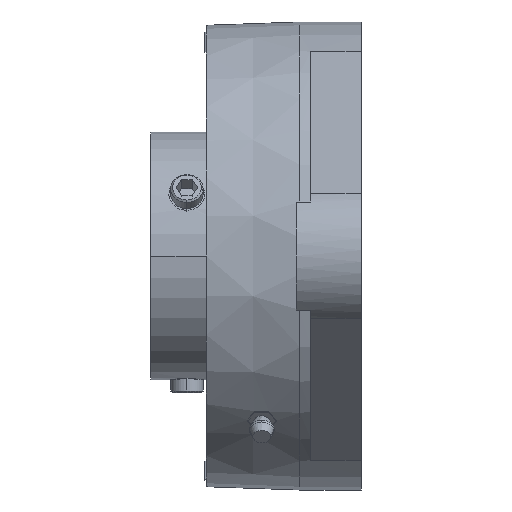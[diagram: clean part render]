
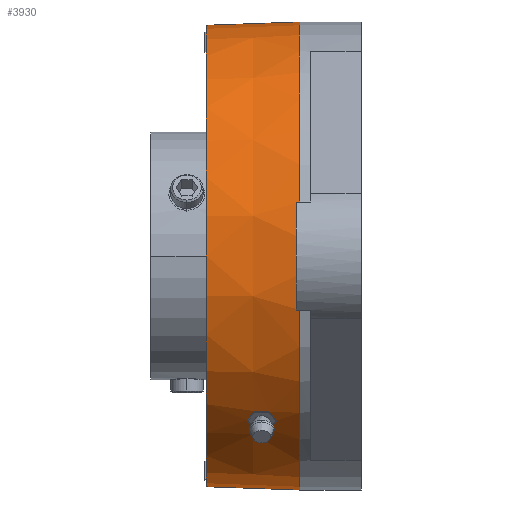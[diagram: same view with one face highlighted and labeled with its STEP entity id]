
A CAD part, left-side view. The second image highlights one B-rep face of the part: STEP entity #3930.
In plain terms, the highlighted conical face has half-angle 2 degrees and reference radius 64.546 mm.
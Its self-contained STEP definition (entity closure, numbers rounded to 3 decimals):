
#199=CARTESIAN_POINT('',(0.,8.,0.));
#200=DIRECTION('',(0.,1.,0.));
#201=DIRECTION('',(-0.973,0.,0.231));
#202=AXIS2_PLACEMENT_3D('',#199,#200,#201);
#214=CARTESIAN_POINT('',(0.,8.,0.));
#215=DIRECTION('',(0.,1.,0.));
#216=DIRECTION('',(0.,0.,-1.));
#217=AXIS2_PLACEMENT_3D('',#214,#215,#216);
#227=DIRECTION('',(0.,0.999,0.035));
#228=VECTOR('',#227,26.016);
#229=CARTESIAN_POINT('',(0.,8.,-65.));
#230=LINE('',#229,#228);
#231=DIRECTION('',(0.,0.999,-0.035));
#232=VECTOR('',#231,26.016);
#233=CARTESIAN_POINT('',(0.,8.,65.));
#234=LINE('',#233,#232);
#235=CARTESIAN_POINT('',(0.,8.,0.));
#236=DIRECTION('',(0.,-1.,0.));
#237=DIRECTION('',(-0.973,0.,0.231));
#238=AXIS2_PLACEMENT_3D('',#235,#236,#237);
#240=CARTESIAN_POINT('',(-48.157,16.6,-43.208));
#241=CARTESIAN_POINT('',(-48.141,17.267,-43.191));
#242=CARTESIAN_POINT('',(-48.108,18.6,-43.158));
#243=CARTESIAN_POINT('',(-48.075,19.934,-43.125));
#244=CARTESIAN_POINT('',(-48.059,20.6,-43.109));
#246=CARTESIAN_POINT('',(-45.627,22.6,-45.576));
#247=CARTESIAN_POINT('',(-46.459,21.933,-44.775));
#248=CARTESIAN_POINT('',(-47.27,21.267,-43.953));
#249=CARTESIAN_POINT('',(-48.059,20.6,-43.109));
#251=CARTESIAN_POINT('',(-43.162,20.6,-48.011));
#252=CARTESIAN_POINT('',(-44.006,21.267,-47.221));
#253=CARTESIAN_POINT('',(-44.827,21.933,-46.41));
#254=CARTESIAN_POINT('',(-45.627,22.6,-45.576));
#256=CARTESIAN_POINT('',(-43.162,20.6,-48.011));
#257=CARTESIAN_POINT('',(-43.179,19.934,-48.027));
#258=CARTESIAN_POINT('',(-43.212,18.6,-48.06));
#259=CARTESIAN_POINT('',(-43.245,17.267,-48.093));
#260=CARTESIAN_POINT('',(-43.261,16.6,-48.109));
#262=CARTESIAN_POINT('',(-43.261,16.6,-48.109));
#263=CARTESIAN_POINT('',(-44.137,15.934,-47.353));
#264=CARTESIAN_POINT('',(-44.991,15.267,-46.575));
#265=CARTESIAN_POINT('',(-45.824,14.6,-45.774));
#267=CARTESIAN_POINT('',(-45.824,14.6,-45.774));
#268=CARTESIAN_POINT('',(-46.625,15.267,-44.939));
#269=CARTESIAN_POINT('',(-47.402,15.934,-44.084));
#270=CARTESIAN_POINT('',(-48.157,16.6,-43.208));
#287=CARTESIAN_POINT('',(0.,34.,0.));
#288=DIRECTION('',(0.,1.,0.));
#289=DIRECTION('',(0.,0.,-1.));
#290=AXIS2_PLACEMENT_3D('',#287,#288,#289);
#2901=CARTESIAN_POINT('',(0.,8.,-65.));
#2903=VERTEX_POINT('',#2901);
#2904=CARTESIAN_POINT('',(-63.246,8.,-15.));
#2905=VERTEX_POINT('',#2904);
#2906=CARTESIAN_POINT('',(0.,34.,64.092));
#2907=CARTESIAN_POINT('',(0.,34.,-64.092));
#2908=VERTEX_POINT('',#2906);
#2909=VERTEX_POINT('',#2907);
#2910=CARTESIAN_POINT('',(0.,8.,65.));
#2912=VERTEX_POINT('',#2910);
#2914=CARTESIAN_POINT('',(-63.246,8.,15.));
#2915=VERTEX_POINT('',#2914);
#2920=VERTEX_POINT('',#240);
#2921=VERTEX_POINT('',#244);
#2922=VERTEX_POINT('',#246);
#2923=VERTEX_POINT('',#251);
#2924=VERTEX_POINT('',#260);
#2925=VERTEX_POINT('',#265);
#3901=CARTESIAN_POINT('',(0.,21.,0.));
#3902=DIRECTION('',(0.,-1.,0.));
#3903=DIRECTION('',(0.,0.,1.));
#3904=AXIS2_PLACEMENT_3D('',#3901,#3902,#3903);
#3905=CONICAL_SURFACE('',#3904,64.546,2.);
#3906=ORIENTED_EDGE('',*,*,#3885,.F.);
#3907=ORIENTED_EDGE('',*,*,#3874,.T.);
#3909=ORIENTED_EDGE('',*,*,#3908,.T.);
#3910=ORIENTED_EDGE('',*,*,#3870,.F.);
#3911=ORIENTED_EDGE('',*,*,#3855,.F.);
#3913=ORIENTED_EDGE('',*,*,#3912,.T.);
#3914=EDGE_LOOP('',(#3906,#3907,#3909,#3910,#3911,#3913));
#3915=FACE_OUTER_BOUND('',#3914,.F.);
#3917=ORIENTED_EDGE('',*,*,#3916,.T.);
#3919=ORIENTED_EDGE('',*,*,#3918,.F.);
#3921=ORIENTED_EDGE('',*,*,#3920,.F.);
#3923=ORIENTED_EDGE('',*,*,#3922,.T.);
#3925=ORIENTED_EDGE('',*,*,#3924,.T.);
#3927=ORIENTED_EDGE('',*,*,#3926,.T.);
#3928=EDGE_LOOP('',(#3917,#3919,#3921,#3923,#3925,#3927));
#3929=FACE_BOUND('',#3928,.F.);
#3930=ADVANCED_FACE('',(#3915,#3929),#3905,.T.);
#203=CIRCLE('',#202,65.);
#218=CIRCLE('',#217,65.);
#239=CIRCLE('',#238,65.);
#245=B_SPLINE_CURVE_WITH_KNOTS('',3,(#240,#241,#242,#243,#244),.UNSPECIFIED.,
.F.,.F.,(4,1,4),(0.,0.5,1.),.UNSPECIFIED.);
#250=B_SPLINE_CURVE_WITH_KNOTS('',3,(#246,#247,#248,#249),.UNSPECIFIED.,.F.,.F.,
(4,4),(0.,1.),.UNSPECIFIED.);
#255=B_SPLINE_CURVE_WITH_KNOTS('',3,(#251,#252,#253,#254),.UNSPECIFIED.,.F.,.F.,
(4,4),(0.,1.),.UNSPECIFIED.);
#261=B_SPLINE_CURVE_WITH_KNOTS('',3,(#256,#257,#258,#259,#260),.UNSPECIFIED.,
.F.,.F.,(4,1,4),(0.,0.5,1.),.UNSPECIFIED.);
#266=B_SPLINE_CURVE_WITH_KNOTS('',3,(#262,#263,#264,#265),.UNSPECIFIED.,.F.,.F.,
(4,4),(0.,1.),.UNSPECIFIED.);
#271=B_SPLINE_CURVE_WITH_KNOTS('',3,(#267,#268,#269,#270),.UNSPECIFIED.,.F.,.F.,
(4,4),(0.,1.),.UNSPECIFIED.);
#291=CIRCLE('',#290,64.092);
#3855=EDGE_CURVE('',#2915,#2912,#203,.T.);
#3870=EDGE_CURVE('',#2912,#2908,#234,.T.);
#3874=EDGE_CURVE('',#2903,#2909,#230,.T.);
#3885=EDGE_CURVE('',#2903,#2905,#218,.T.);
#3908=EDGE_CURVE('',#2909,#2908,#291,.T.);
#3912=EDGE_CURVE('',#2915,#2905,#239,.T.);
#3916=EDGE_CURVE('',#2920,#2921,#245,.T.);
#3918=EDGE_CURVE('',#2922,#2921,#250,.T.);
#3920=EDGE_CURVE('',#2923,#2922,#255,.T.);
#3922=EDGE_CURVE('',#2923,#2924,#261,.T.);
#3924=EDGE_CURVE('',#2924,#2925,#266,.T.);
#3926=EDGE_CURVE('',#2925,#2920,#271,.T.);
